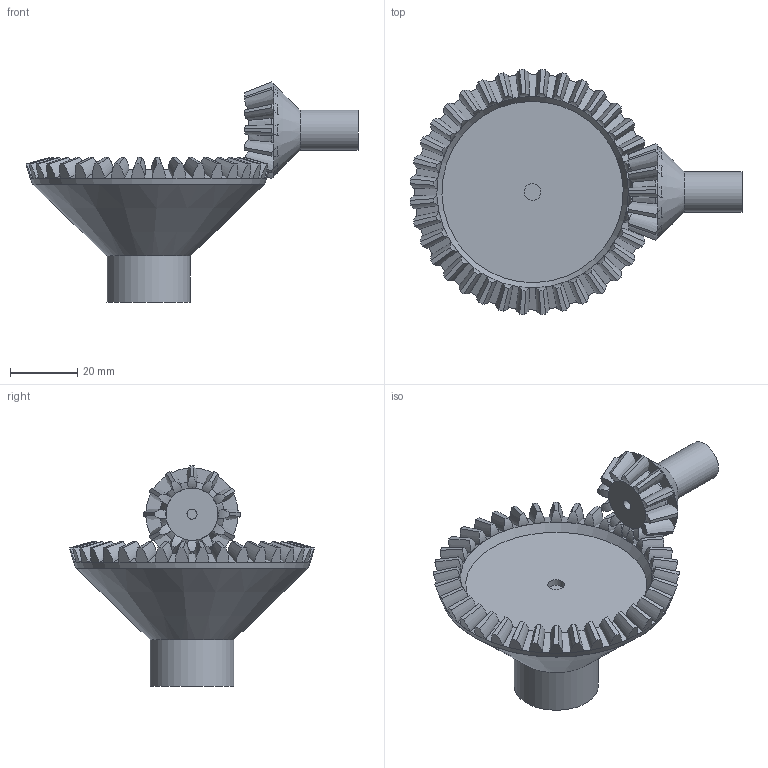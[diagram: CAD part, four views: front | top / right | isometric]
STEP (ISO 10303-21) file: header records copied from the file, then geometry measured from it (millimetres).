
FILE_DESCRIPTION(/* description */ (''),/* implementation_level */ '2;1');
FILE_NAME(/* name */ 'AV-DIFF REBEC2A v4.step',/* time_stamp */ '2022-11-06T21:58:54+01:00',/* author */ (''),/* organization */ (''),/* preprocessor_version */ 'ST-DEVELOPER v19.2',/* originating_system */ 'Autodesk Translation Framework v11.17.0.187',/* authorisation */ '');
FILE_SCHEMA (('AUTOMOTIVE_DESIGN { 1 0 10303 214 3 1 1 }'));
Length unit declared in the file: millimetre
Products named in the file (3): AV-DIFF REBEC2A; Spur Gear (36 teeth); Spur Gear (12 teeth)
Assembly tree (2 placements, depth 2):
  AV-DIFF REBEC2A
    Spur Gear (36 teeth)
    Spur Gear (12 teeth)
Bounding box: 98.91 x 73.03 x 65.6 mm (x, y, z)
Volume: 66422.1 mm3; surface area: 30683.8 mm2
Topology: 53 solids, 53 shells, 324 faces, 649 edges, 430 vertices
Faces by surface type: bspline 144, plane 105, cylinder 54, cone 21
Full cylindrical faces by diameter (mm): 3 x1, 5 x1, 12 x1, 19.236 x1, 25 x2
Entity records: 14678 total; most frequent: CARTESIAN_POINT 8795, ORIENTED_EDGE 1298, DIRECTION 813, EDGE_CURVE 649, VERTEX_POINT 430, EDGE_LOOP 329, FACE_OUTER_BOUND 324, ADVANCED_FACE 324
